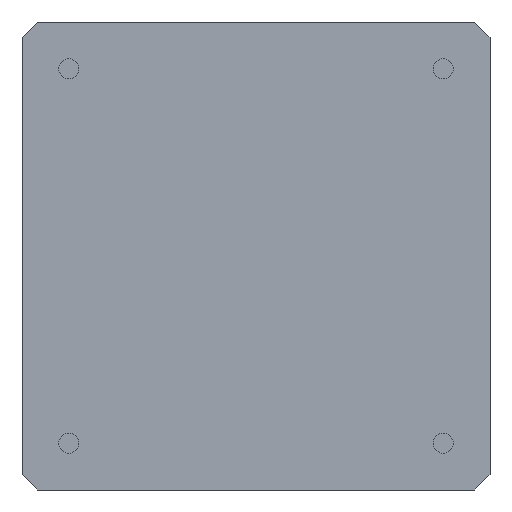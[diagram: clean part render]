
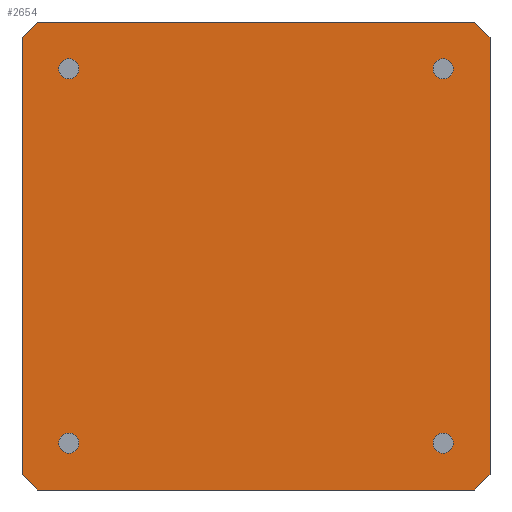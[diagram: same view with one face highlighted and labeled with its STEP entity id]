
A CAD part, front view. The second image highlights one B-rep face of the part: STEP entity #2654.
In plain terms, the highlighted planar face has unit normal (0, -1, 0).
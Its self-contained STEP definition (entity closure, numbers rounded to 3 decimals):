
#18 = CARTESIAN_POINT ( 'NONE',  ( -28., 0., -30. ) ) ;
#26 = CIRCLE ( 'NONE', #1718, 1.3 ) ;
#43 = DIRECTION ( 'NONE',  ( 0., 1., 0. ) ) ;
#59 = DIRECTION ( 'NONE',  ( -0.707, 0., -0.707 ) ) ;
#63 = DIRECTION ( 'NONE',  ( 0., 0., 1. ) ) ;
#106 = CARTESIAN_POINT ( 'NONE',  ( 28., 0., 30. ) ) ;
#117 = ORIENTED_EDGE ( 'NONE', *, *, #1171, .F. ) ;
#141 = VERTEX_POINT ( 'NONE', #2782 ) ;
#177 = DIRECTION ( 'NONE',  ( -1., 0., 0. ) ) ;
#258 = LINE ( 'NONE', #449, #295 ) ;
#265 = ORIENTED_EDGE ( 'NONE', *, *, #317, .F. ) ;
#277 = VERTEX_POINT ( 'NONE', #2620 ) ;
#295 = VECTOR ( 'NONE', #59, 1000. ) ;
#300 = LINE ( 'NONE', #2067, #2394 ) ;
#312 = CARTESIAN_POINT ( 'NONE',  ( 30., 0., 28. ) ) ;
#313 = EDGE_LOOP ( 'NONE', ( #1229, #265, #2772, #1178, #117, #587, #1887, #2542 ) ) ;
#317 = EDGE_CURVE ( 'NONE', #1328, #958, #1769, .T. ) ;
#339 = VECTOR ( 'NONE', #450, 1000. ) ;
#394 = CARTESIAN_POINT ( 'NONE',  ( -24., 0., 24. ) ) ;
#416 = LINE ( 'NONE', #1512, #791 ) ;
#425 = EDGE_CURVE ( 'NONE', #1413, #1888, #300, .T. ) ;
#435 = EDGE_CURVE ( 'NONE', #1048, #2384, #1419, .T. ) ;
#449 = CARTESIAN_POINT ( 'NONE',  ( 30., 0., -28. ) ) ;
#450 = DIRECTION ( 'NONE',  ( 1., 0., 0. ) ) ;
#494 = LINE ( 'NONE', #1323, #339 ) ;
#519 = VECTOR ( 'NONE', #2401, 1000. ) ;
#564 = CIRCLE ( 'NONE', #2676, 1.3 ) ;
#567 = AXIS2_PLACEMENT_3D ( 'NONE', #1866, #2096, #1444 ) ;
#587 = ORIENTED_EDGE ( 'NONE', *, *, #435, .F. ) ;
#592 = FACE_OUTER_BOUND ( 'NONE', #313, .T. ) ;
#635 = VERTEX_POINT ( 'NONE', #1533 ) ;
#666 = LINE ( 'NONE', #2610, #519 ) ;
#684 = EDGE_CURVE ( 'NONE', #958, #1624, #416, .T. ) ;
#708 = CIRCLE ( 'NONE', #2042, 1.3 ) ;
#729 = DIRECTION ( 'NONE',  ( -1., 0., 0. ) ) ;
#735 = ORIENTED_EDGE ( 'NONE', *, *, #868, .T. ) ;
#770 = EDGE_LOOP ( 'NONE', ( #1986, #2438 ) ) ;
#773 = LINE ( 'NONE', #1422, #1120 ) ;
#785 = VECTOR ( 'NONE', #1199, 1000. ) ;
#791 = VECTOR ( 'NONE', #2818, 1000. ) ;
#799 = CIRCLE ( 'NONE', #567, 1.3 ) ;
#868 = EDGE_CURVE ( 'NONE', #277, #1603, #564, .T. ) ;
#878 = VERTEX_POINT ( 'NONE', #2219 ) ;
#883 = EDGE_CURVE ( 'NONE', #635, #878, #1585, .T. ) ;
#895 = ORIENTED_EDGE ( 'NONE', *, *, #2334, .T. ) ;
#901 = CARTESIAN_POINT ( 'NONE',  ( 24., 0., -24. ) ) ;
#913 = DIRECTION ( 'NONE',  ( 0., 0., -1. ) ) ;
#958 = VERTEX_POINT ( 'NONE', #1871 ) ;
#1007 = DIRECTION ( 'NONE',  ( 0., 1., 0. ) ) ;
#1048 = VERTEX_POINT ( 'NONE', #1508 ) ;
#1051 = CARTESIAN_POINT ( 'NONE',  ( -25.3, 0., 24. ) ) ;
#1057 = EDGE_LOOP ( 'NONE', ( #895, #1482 ) ) ;
#1120 = VECTOR ( 'NONE', #1643, 1000. ) ;
#1152 = CARTESIAN_POINT ( 'NONE',  ( -30., 0., -28. ) ) ;
#1162 = CARTESIAN_POINT ( 'NONE',  ( 25.3, 0., -24. ) ) ;
#1171 = EDGE_CURVE ( 'NONE', #2384, #1413, #258, .T. ) ;
#1178 = ORIENTED_EDGE ( 'NONE', *, *, #425, .F. ) ;
#1182 = CARTESIAN_POINT ( 'NONE',  ( -28., 0., 30. ) ) ;
#1199 = DIRECTION ( 'NONE',  ( 0., 0., -1. ) ) ;
#1224 = ORIENTED_EDGE ( 'NONE', *, *, #1912, .T. ) ;
#1229 = ORIENTED_EDGE ( 'NONE', *, *, #684, .F. ) ;
#1261 = CIRCLE ( 'NONE', #2082, 1.3 ) ;
#1262 = AXIS2_PLACEMENT_3D ( 'NONE', #2008, #43, #913 ) ;
#1272 = FACE_BOUND ( 'NONE', #2785, .T. ) ;
#1279 = DIRECTION ( 'NONE',  ( 0., 0., 1. ) ) ;
#1285 = DIRECTION ( 'NONE',  ( 0., -1., 0. ) ) ;
#1293 = DIRECTION ( 'NONE',  ( -1., 0., 0. ) ) ;
#1321 = EDGE_CURVE ( 'NONE', #1990, #2130, #26, .T. ) ;
#1323 = CARTESIAN_POINT ( 'NONE',  ( -28., 0., 30. ) ) ;
#1328 = VERTEX_POINT ( 'NONE', #1830 ) ;
#1351 = DIRECTION ( 'NONE',  ( 0., 1., 0. ) ) ;
#1384 = EDGE_CURVE ( 'NONE', #2130, #1990, #708, .T. ) ;
#1413 = VERTEX_POINT ( 'NONE', #1700 ) ;
#1419 = LINE ( 'NONE', #312, #785 ) ;
#1422 = CARTESIAN_POINT ( 'NONE',  ( -28., 0., -30. ) ) ;
#1444 = DIRECTION ( 'NONE',  ( 0., 0., -1. ) ) ;
#1473 = DIRECTION ( 'NONE',  ( 0., 1., 0. ) ) ;
#1479 = DIRECTION ( 'NONE',  ( 0., 1., 0. ) ) ;
#1482 = ORIENTED_EDGE ( 'NONE', *, *, #2580, .T. ) ;
#1485 = PLANE ( 'NONE',  #1896 ) ;
#1495 = EDGE_CURVE ( 'NONE', #1973, #1048, #666, .T. ) ;
#1508 = CARTESIAN_POINT ( 'NONE',  ( 30., 0., 28. ) ) ;
#1512 = CARTESIAN_POINT ( 'NONE',  ( -30., 0., 28. ) ) ;
#1533 = CARTESIAN_POINT ( 'NONE',  ( -24., 0., -25.3 ) ) ;
#1563 = DIRECTION ( 'NONE',  ( 0., 1., 0. ) ) ;
#1585 = CIRCLE ( 'NONE', #1262, 1.3 ) ;
#1603 = VERTEX_POINT ( 'NONE', #1162 ) ;
#1624 = VERTEX_POINT ( 'NONE', #1182 ) ;
#1643 = DIRECTION ( 'NONE',  ( -0.707, 0., 0.707 ) ) ;
#1659 = DIRECTION ( 'NONE',  ( 0., 0., 1. ) ) ;
#1682 = FACE_BOUND ( 'NONE', #770, .T. ) ;
#1694 = FACE_BOUND ( 'NONE', #1057, .T. ) ;
#1700 = CARTESIAN_POINT ( 'NONE',  ( 28., 0., -30. ) ) ;
#1718 = AXIS2_PLACEMENT_3D ( 'NONE', #2093, #1007, #1659 ) ;
#1769 = LINE ( 'NONE', #1152, #2573 ) ;
#1776 = CARTESIAN_POINT ( 'NONE',  ( -24., 0., 24. ) ) ;
#1789 = DIRECTION ( 'NONE',  ( 0., 1., 0. ) ) ;
#1804 = CIRCLE ( 'NONE', #2170, 1.3 ) ;
#1830 = CARTESIAN_POINT ( 'NONE',  ( -30., 0., -28. ) ) ;
#1866 = CARTESIAN_POINT ( 'NONE',  ( -24., 0., -24. ) ) ;
#1871 = CARTESIAN_POINT ( 'NONE',  ( -30., 0., 28. ) ) ;
#1887 = ORIENTED_EDGE ( 'NONE', *, *, #1495, .F. ) ;
#1888 = VERTEX_POINT ( 'NONE', #18 ) ;
#1896 = AXIS2_PLACEMENT_3D ( 'NONE', #2366, #1285, #2153 ) ;
#1912 = EDGE_CURVE ( 'NONE', #878, #635, #799, .T. ) ;
#1973 = VERTEX_POINT ( 'NONE', #106 ) ;
#1986 = ORIENTED_EDGE ( 'NONE', *, *, #1321, .T. ) ;
#1990 = VERTEX_POINT ( 'NONE', #2511 ) ;
#2008 = CARTESIAN_POINT ( 'NONE',  ( -24., 0., -24. ) ) ;
#2042 = AXIS2_PLACEMENT_3D ( 'NONE', #2541, #1479, #1279 ) ;
#2066 = VERTEX_POINT ( 'NONE', #1051 ) ;
#2067 = CARTESIAN_POINT ( 'NONE',  ( 28., 0., -30. ) ) ;
#2082 = AXIS2_PLACEMENT_3D ( 'NONE', #1776, #1351, #1293 ) ;
#2093 = CARTESIAN_POINT ( 'NONE',  ( 24., 0., 24. ) ) ;
#2096 = DIRECTION ( 'NONE',  ( 0., 1., 0. ) ) ;
#2130 = VERTEX_POINT ( 'NONE', #2605 ) ;
#2150 = EDGE_CURVE ( 'NONE', #1624, #1973, #494, .T. ) ;
#2153 = DIRECTION ( 'NONE',  ( 0., 0., -1. ) ) ;
#2170 = AXIS2_PLACEMENT_3D ( 'NONE', #394, #1473, #177 ) ;
#2219 = CARTESIAN_POINT ( 'NONE',  ( -24., 0., -22.7 ) ) ;
#2221 = CARTESIAN_POINT ( 'NONE',  ( 24., 0., -24. ) ) ;
#2334 = EDGE_CURVE ( 'NONE', #2066, #141, #1261, .T. ) ;
#2346 = EDGE_CURVE ( 'NONE', #1603, #277, #2352, .T. ) ;
#2352 = CIRCLE ( 'NONE', #2675, 1.3 ) ;
#2360 = EDGE_LOOP ( 'NONE', ( #2602, #1224 ) ) ;
#2366 = CARTESIAN_POINT ( 'NONE',  ( 0., 0., 0. ) ) ;
#2384 = VERTEX_POINT ( 'NONE', #2603 ) ;
#2394 = VECTOR ( 'NONE', #729, 1000. ) ;
#2401 = DIRECTION ( 'NONE',  ( 0.707, 0., -0.707 ) ) ;
#2426 = DIRECTION ( 'NONE',  ( 1., 0., 0. ) ) ;
#2438 = ORIENTED_EDGE ( 'NONE', *, *, #1384, .T. ) ;
#2468 = EDGE_CURVE ( 'NONE', #1888, #1328, #773, .T. ) ;
#2511 = CARTESIAN_POINT ( 'NONE',  ( 24., 0., 25.3 ) ) ;
#2541 = CARTESIAN_POINT ( 'NONE',  ( 24., 0., 24. ) ) ;
#2542 = ORIENTED_EDGE ( 'NONE', *, *, #2150, .F. ) ;
#2573 = VECTOR ( 'NONE', #63, 1000. ) ;
#2580 = EDGE_CURVE ( 'NONE', #141, #2066, #1804, .T. ) ;
#2602 = ORIENTED_EDGE ( 'NONE', *, *, #883, .T. ) ;
#2603 = CARTESIAN_POINT ( 'NONE',  ( 30., 0., -28. ) ) ;
#2605 = CARTESIAN_POINT ( 'NONE',  ( 24., 0., 22.7 ) ) ;
#2610 = CARTESIAN_POINT ( 'NONE',  ( 28., 0., 30. ) ) ;
#2620 = CARTESIAN_POINT ( 'NONE',  ( 22.7, 0., -24. ) ) ;
#2654 = ADVANCED_FACE ( 'NONE', ( #2765, #1272, #1682, #1694, #592 ), #1485, .T. ) ;
#2656 = ORIENTED_EDGE ( 'NONE', *, *, #2346, .T. ) ;
#2659 = DIRECTION ( 'NONE',  ( 1., 0., 0. ) ) ;
#2675 = AXIS2_PLACEMENT_3D ( 'NONE', #2221, #1789, #2659 ) ;
#2676 = AXIS2_PLACEMENT_3D ( 'NONE', #901, #1563, #2426 ) ;
#2765 = FACE_BOUND ( 'NONE', #2360, .T. ) ;
#2772 = ORIENTED_EDGE ( 'NONE', *, *, #2468, .F. ) ;
#2782 = CARTESIAN_POINT ( 'NONE',  ( -22.7, 0., 24. ) ) ;
#2785 = EDGE_LOOP ( 'NONE', ( #2656, #735 ) ) ;
#2818 = DIRECTION ( 'NONE',  ( 0.707, 0., 0.707 ) ) ;
